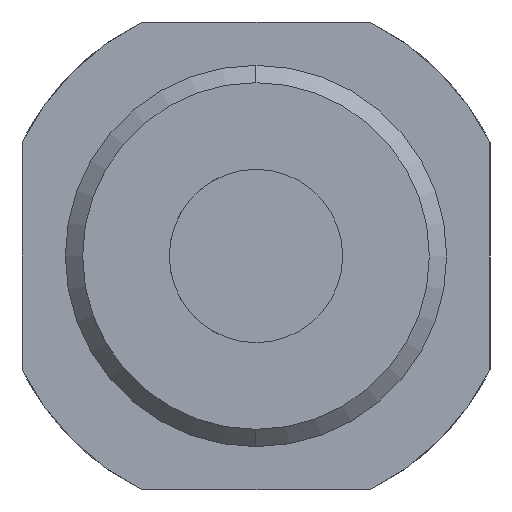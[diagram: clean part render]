
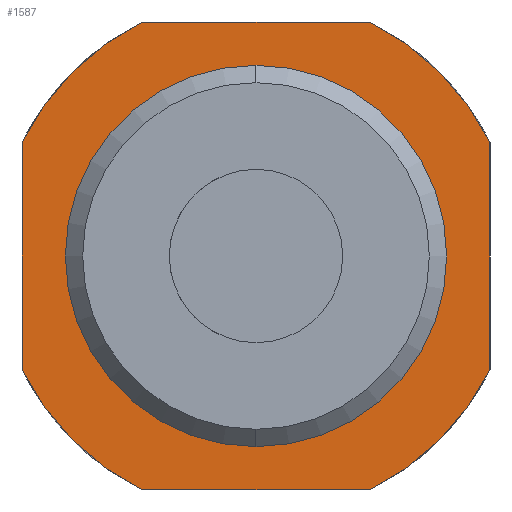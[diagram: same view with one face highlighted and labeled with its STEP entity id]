
A CAD part, left-side view. The second image highlights one B-rep face of the part: STEP entity #1587.
In plain terms, the highlighted planar face has unit normal (-1, 0, 0).
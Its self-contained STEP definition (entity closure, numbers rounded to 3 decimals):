
#6 = CARTESIAN_POINT ( 'NONE',  ( 22., 0., 0. ) ) ;
#30 = CARTESIAN_POINT ( 'NONE',  ( 22., -6.538, 13.5 ) ) ;
#39 = DIRECTION ( 'NONE',  ( -1., 0., 0. ) ) ;
#135 = CARTESIAN_POINT ( 'NONE',  ( 22., 6.538, 13.5 ) ) ;
#147 = DIRECTION ( 'NONE',  ( 1., 0., 0. ) ) ;
#167 = VERTEX_POINT ( 'NONE', #2730 ) ;
#214 = LINE ( 'NONE', #1942, #2637 ) ;
#253 = DIRECTION ( 'NONE',  ( 0., 1., 0. ) ) ;
#261 = DIRECTION ( 'NONE',  ( 0., 0., 1. ) ) ;
#266 = CARTESIAN_POINT ( 'NONE',  ( 22., -13.5, -6.538 ) ) ;
#299 = DIRECTION ( 'NONE',  ( 0., 1., 0. ) ) ;
#340 = AXIS2_PLACEMENT_3D ( 'NONE', #1919, #599, #1483 ) ;
#380 = EDGE_CURVE ( 'NONE', #1873, #1979, #2675, .T. ) ;
#475 = PLANE ( 'NONE',  #1776 ) ;
#504 = DIRECTION ( 'NONE',  ( 1., 0., 0. ) ) ;
#541 = LINE ( 'NONE', #951, #1381 ) ;
#580 = CARTESIAN_POINT ( 'NONE',  ( 22., 0., 0. ) ) ;
#599 = DIRECTION ( 'NONE',  ( 1., 0., 0. ) ) ;
#616 = AXIS2_PLACEMENT_3D ( 'NONE', #6, #1968, #1304 ) ;
#728 = ORIENTED_EDGE ( 'NONE', *, *, #1103, .F. ) ;
#758 = EDGE_LOOP ( 'NONE', ( #1201, #828 ) ) ;
#768 = VERTEX_POINT ( 'NONE', #1004 ) ;
#828 = ORIENTED_EDGE ( 'NONE', *, *, #380, .T. ) ;
#859 = ORIENTED_EDGE ( 'NONE', *, *, #2600, .F. ) ;
#863 = CARTESIAN_POINT ( 'NONE',  ( 22., -13.5, 6.538 ) ) ;
#878 = DIRECTION ( 'NONE',  ( 0., 0., 1. ) ) ;
#897 = LINE ( 'NONE', #863, #1026 ) ;
#951 = CARTESIAN_POINT ( 'NONE',  ( 22., 6.538, 13.5 ) ) ;
#954 = ORIENTED_EDGE ( 'NONE', *, *, #1915, .F. ) ;
#965 = CIRCLE ( 'NONE', #1673, 15. ) ;
#1004 = CARTESIAN_POINT ( 'NONE',  ( 22., -13.5, 6.538 ) ) ;
#1025 = AXIS2_PLACEMENT_3D ( 'NONE', #1579, #1541, #261 ) ;
#1026 = VECTOR ( 'NONE', #1076, 1000. ) ;
#1041 = DIRECTION ( 'NONE',  ( 0., 0.436, -0.9 ) ) ;
#1058 = EDGE_CURVE ( 'NONE', #1979, #1873, #1832, .T. ) ;
#1076 = DIRECTION ( 'NONE',  ( 0., 0., -1. ) ) ;
#1082 = VERTEX_POINT ( 'NONE', #1643 ) ;
#1103 = EDGE_CURVE ( 'NONE', #2149, #2627, #541, .T. ) ;
#1117 = CIRCLE ( 'NONE', #2413, 15. ) ;
#1157 = CARTESIAN_POINT ( 'NONE',  ( 22., 0., 11. ) ) ;
#1201 = ORIENTED_EDGE ( 'NONE', *, *, #1058, .T. ) ;
#1255 = ORIENTED_EDGE ( 'NONE', *, *, #2082, .F. ) ;
#1262 = DIRECTION ( 'NONE',  ( 0., 0.9, 0.436 ) ) ;
#1304 = DIRECTION ( 'NONE',  ( 0., -0.436, 0.9 ) ) ;
#1362 = ORIENTED_EDGE ( 'NONE', *, *, #1893, .F. ) ;
#1373 = CIRCLE ( 'NONE', #616, 15. ) ;
#1381 = VECTOR ( 'NONE', #2040, 1000. ) ;
#1400 = DIRECTION ( 'NONE',  ( 0., -0.9, -0.436 ) ) ;
#1483 = DIRECTION ( 'NONE',  ( 0., 0., 1. ) ) ;
#1541 = DIRECTION ( 'NONE',  ( 1., 0., 0. ) ) ;
#1579 = CARTESIAN_POINT ( 'NONE',  ( 22., 0., 0. ) ) ;
#1587 = ADVANCED_FACE ( 'NONE', ( #2776, #2178 ), #475, .T. ) ;
#1635 = CARTESIAN_POINT ( 'NONE',  ( 22., 0., 0. ) ) ;
#1643 = CARTESIAN_POINT ( 'NONE',  ( 22., -6.538, -13.5 ) ) ;
#1673 = AXIS2_PLACEMENT_3D ( 'NONE', #2015, #504, #1400 ) ;
#1681 = VERTEX_POINT ( 'NONE', #1753 ) ;
#1739 = ORIENTED_EDGE ( 'NONE', *, *, #2663, .F. ) ;
#1753 = CARTESIAN_POINT ( 'NONE',  ( 22., 13.5, -6.538 ) ) ;
#1770 = CARTESIAN_POINT ( 'NONE',  ( 22., 13.5, 6.538 ) ) ;
#1776 = AXIS2_PLACEMENT_3D ( 'NONE', #1937, #39, #253 ) ;
#1816 = CIRCLE ( 'NONE', #2489, 15. ) ;
#1832 = CIRCLE ( 'NONE', #1025, 11. ) ;
#1855 = VERTEX_POINT ( 'NONE', #1770 ) ;
#1873 = VERTEX_POINT ( 'NONE', #2364 ) ;
#1893 = EDGE_CURVE ( 'NONE', #2440, #1082, #965, .T. ) ;
#1905 = VECTOR ( 'NONE', #299, 1000. ) ;
#1913 = EDGE_LOOP ( 'NONE', ( #728, #859, #1739, #1255, #954, #1362, #1948, #2375 ) ) ;
#1915 = EDGE_CURVE ( 'NONE', #1082, #167, #2421, .T. ) ;
#1919 = CARTESIAN_POINT ( 'NONE',  ( 22., 0., 0. ) ) ;
#1937 = CARTESIAN_POINT ( 'NONE',  ( 22., -13.5, 13.5 ) ) ;
#1942 = CARTESIAN_POINT ( 'NONE',  ( 22., 13.5, -6.538 ) ) ;
#1948 = ORIENTED_EDGE ( 'NONE', *, *, #2647, .F. ) ;
#1968 = DIRECTION ( 'NONE',  ( 1., 0., 0. ) ) ;
#1979 = VERTEX_POINT ( 'NONE', #1157 ) ;
#2015 = CARTESIAN_POINT ( 'NONE',  ( 22., 0., 0. ) ) ;
#2040 = DIRECTION ( 'NONE',  ( 0., -1., 0. ) ) ;
#2071 = DIRECTION ( 'NONE',  ( 1., 0., 0. ) ) ;
#2082 = EDGE_CURVE ( 'NONE', #167, #1681, #1816, .T. ) ;
#2149 = VERTEX_POINT ( 'NONE', #135 ) ;
#2178 = FACE_BOUND ( 'NONE', #758, .T. ) ;
#2238 = CARTESIAN_POINT ( 'NONE',  ( 22., -6.538, -13.5 ) ) ;
#2290 = EDGE_CURVE ( 'NONE', #2627, #768, #1373, .T. ) ;
#2364 = CARTESIAN_POINT ( 'NONE',  ( 22., 0., -11. ) ) ;
#2375 = ORIENTED_EDGE ( 'NONE', *, *, #2290, .F. ) ;
#2413 = AXIS2_PLACEMENT_3D ( 'NONE', #1635, #2071, #1262 ) ;
#2421 = LINE ( 'NONE', #2238, #1905 ) ;
#2440 = VERTEX_POINT ( 'NONE', #266 ) ;
#2489 = AXIS2_PLACEMENT_3D ( 'NONE', #580, #147, #1041 ) ;
#2600 = EDGE_CURVE ( 'NONE', #1855, #2149, #1117, .T. ) ;
#2627 = VERTEX_POINT ( 'NONE', #30 ) ;
#2637 = VECTOR ( 'NONE', #878, 1000. ) ;
#2647 = EDGE_CURVE ( 'NONE', #768, #2440, #897, .T. ) ;
#2663 = EDGE_CURVE ( 'NONE', #1681, #1855, #214, .T. ) ;
#2675 = CIRCLE ( 'NONE', #340, 11. ) ;
#2730 = CARTESIAN_POINT ( 'NONE',  ( 22., 6.538, -13.5 ) ) ;
#2776 = FACE_OUTER_BOUND ( 'NONE', #1913, .T. ) ;
